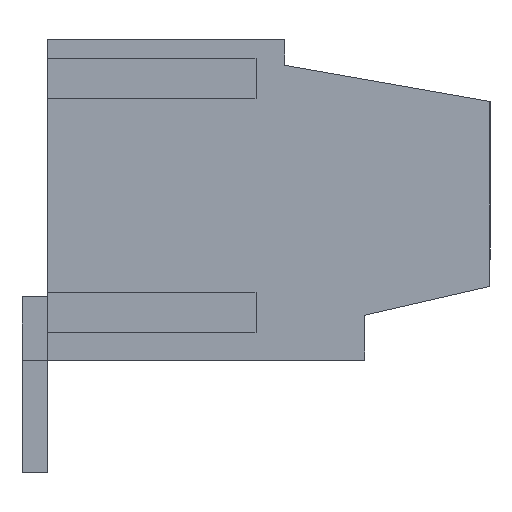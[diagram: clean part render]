
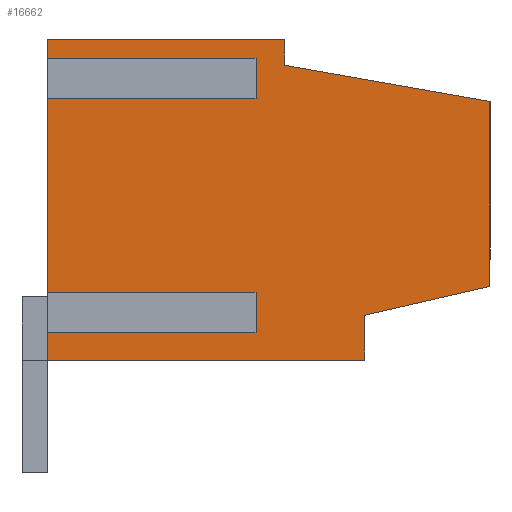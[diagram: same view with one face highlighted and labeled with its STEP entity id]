
A CAD part, left-side view. The second image highlights one B-rep face of the part: STEP entity #16662.
In plain terms, the highlighted planar face has unit normal (-1, 0, 0).
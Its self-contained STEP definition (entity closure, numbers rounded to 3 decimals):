
#16599=AXIS2_PLACEMENT_3D('Plane Axis2P3D',#16596,#16597,#16598) ;
#15646=CARTESIAN_POINT('Vertex',(0.55,13.8,3.5)) ;
#15649=CARTESIAN_POINT('Line Origine',(0.55,13.8,4.097)) ;
#15653=CARTESIAN_POINT('Vertex',(0.55,13.8,4.694)) ;
#15674=CARTESIAN_POINT('Vertex',(0.55,13.8,5.306)) ;
#15677=CARTESIAN_POINT('Line Origine',(0.55,13.8,8.65)) ;
#15681=CARTESIAN_POINT('Vertex',(0.55,13.8,11.994)) ;
#15702=CARTESIAN_POINT('Vertex',(0.55,13.8,12.606)) ;
#15705=CARTESIAN_POINT('Line Origine',(0.55,13.8,13.053)) ;
#15709=CARTESIAN_POINT('Vertex',(0.55,13.8,13.5)) ;
#16157=CARTESIAN_POINT('Line Origine',(0.55,10.1,13.5)) ;
#16161=CARTESIAN_POINT('Vertex',(0.55,6.4,13.5)) ;
#16250=CARTESIAN_POINT('Line Origine',(0.55,6.4,13.1)) ;
#16254=CARTESIAN_POINT('Vertex',(0.55,6.4,12.7)) ;
#16275=CARTESIAN_POINT('Line Origine',(0.55,3.2,12.136)) ;
#16279=CARTESIAN_POINT('Vertex',(0.55,0.,11.572)) ;
#16300=CARTESIAN_POINT('Line Origine',(0.55,0.,8.686)) ;
#16304=CARTESIAN_POINT('Vertex',(0.55,0.,5.8)) ;
#16361=CARTESIAN_POINT('Line Origine',(0.55,1.95,5.35)) ;
#16365=CARTESIAN_POINT('Vertex',(0.55,3.9,4.9)) ;
#16496=CARTESIAN_POINT('Vertex',(0.55,3.9,3.5)) ;
#16499=CARTESIAN_POINT('Line Origine',(0.55,8.85,3.5)) ;
#16596=CARTESIAN_POINT('Axis2P3D Location',(0.55,14.6,0.)) ;
#16601=CARTESIAN_POINT('Line Origine',(0.55,10.55,5.306)) ;
#16605=CARTESIAN_POINT('Vertex',(0.55,7.3,5.306)) ;
#16608=CARTESIAN_POINT('Line Origine',(0.55,7.3,5.)) ;
#16612=CARTESIAN_POINT('Vertex',(0.55,7.3,4.694)) ;
#16615=CARTESIAN_POINT('Line Origine',(0.55,10.55,4.694)) ;
#16620=CARTESIAN_POINT('Line Origine',(0.55,3.9,4.2)) ;
#16625=CARTESIAN_POINT('Line Origine',(0.55,10.55,12.606)) ;
#16629=CARTESIAN_POINT('Vertex',(0.55,7.3,12.606)) ;
#16632=CARTESIAN_POINT('Line Origine',(0.55,7.3,12.3)) ;
#16636=CARTESIAN_POINT('Vertex',(0.55,7.3,11.994)) ;
#16639=CARTESIAN_POINT('Line Origine',(0.55,10.55,11.994)) ;
#15650=DIRECTION('Vector Direction',(0.,0.,-1.)) ;
#15678=DIRECTION('Vector Direction',(0.,0.,-1.)) ;
#15706=DIRECTION('Vector Direction',(0.,0.,-1.)) ;
#16158=DIRECTION('Vector Direction',(0.,1.,0.)) ;
#16251=DIRECTION('Vector Direction',(0.,0.,1.)) ;
#16276=DIRECTION('Vector Direction',(0.,0.985,0.174)) ;
#16301=DIRECTION('Vector Direction',(0.,0.,1.)) ;
#16362=DIRECTION('Vector Direction',(0.,-0.974,0.225)) ;
#16500=DIRECTION('Vector Direction',(0.,-1.,0.)) ;
#16597=DIRECTION('Axis2P3D Direction',(-1.,0.,0.)) ;
#16598=DIRECTION('Axis2P3D XDirection',(0.,-1.,0.)) ;
#16602=DIRECTION('Vector Direction',(0.,-1.,0.)) ;
#16609=DIRECTION('Vector Direction',(0.,0.,-1.)) ;
#16616=DIRECTION('Vector Direction',(0.,-1.,0.)) ;
#16621=DIRECTION('Vector Direction',(0.,0.,1.)) ;
#16626=DIRECTION('Vector Direction',(0.,-1.,0.)) ;
#16633=DIRECTION('Vector Direction',(0.,0.,-1.)) ;
#16640=DIRECTION('Vector Direction',(0.,-1.,0.)) ;
#15651=VECTOR('Line Direction',#15650,1.) ;
#15679=VECTOR('Line Direction',#15678,1.) ;
#15707=VECTOR('Line Direction',#15706,1.) ;
#16159=VECTOR('Line Direction',#16158,1.) ;
#16252=VECTOR('Line Direction',#16251,1.) ;
#16277=VECTOR('Line Direction',#16276,1.) ;
#16302=VECTOR('Line Direction',#16301,1.) ;
#16363=VECTOR('Line Direction',#16362,1.) ;
#16501=VECTOR('Line Direction',#16500,1.) ;
#16603=VECTOR('Line Direction',#16602,1.) ;
#16610=VECTOR('Line Direction',#16609,1.) ;
#16617=VECTOR('Line Direction',#16616,1.) ;
#16622=VECTOR('Line Direction',#16621,1.) ;
#16627=VECTOR('Line Direction',#16626,1.) ;
#16634=VECTOR('Line Direction',#16633,1.) ;
#16641=VECTOR('Line Direction',#16640,1.) ;
#16645=ORIENTED_EDGE('',*,*,#15683,.T.) ;
#16646=ORIENTED_EDGE('',*,*,#16607,.T.) ;
#16647=ORIENTED_EDGE('',*,*,#16614,.T.) ;
#16648=ORIENTED_EDGE('',*,*,#16619,.F.) ;
#16649=ORIENTED_EDGE('',*,*,#15655,.T.) ;
#16650=ORIENTED_EDGE('',*,*,#16503,.T.) ;
#16651=ORIENTED_EDGE('',*,*,#16624,.T.) ;
#16652=ORIENTED_EDGE('',*,*,#16367,.T.) ;
#16653=ORIENTED_EDGE('',*,*,#16306,.T.) ;
#16654=ORIENTED_EDGE('',*,*,#16281,.T.) ;
#16655=ORIENTED_EDGE('',*,*,#16256,.T.) ;
#16656=ORIENTED_EDGE('',*,*,#16163,.T.) ;
#16657=ORIENTED_EDGE('',*,*,#15711,.T.) ;
#16658=ORIENTED_EDGE('',*,*,#16631,.T.) ;
#16659=ORIENTED_EDGE('',*,*,#16638,.T.) ;
#16660=ORIENTED_EDGE('',*,*,#16643,.F.) ;
#16662=ADVANCED_FACE('HOUSING',(#16661),#16600,.T.) ;
#15655=EDGE_CURVE('',#15654,#15647,#15652,.T.) ;
#15683=EDGE_CURVE('',#15682,#15675,#15680,.T.) ;
#15711=EDGE_CURVE('',#15710,#15703,#15708,.T.) ;
#16163=EDGE_CURVE('',#16162,#15710,#16160,.T.) ;
#16256=EDGE_CURVE('',#16255,#16162,#16253,.T.) ;
#16281=EDGE_CURVE('',#16280,#16255,#16278,.T.) ;
#16306=EDGE_CURVE('',#16305,#16280,#16303,.T.) ;
#16367=EDGE_CURVE('',#16366,#16305,#16364,.T.) ;
#16503=EDGE_CURVE('',#15647,#16497,#16502,.T.) ;
#16607=EDGE_CURVE('',#15675,#16606,#16604,.T.) ;
#16614=EDGE_CURVE('',#16606,#16613,#16611,.T.) ;
#16619=EDGE_CURVE('',#15654,#16613,#16618,.T.) ;
#16624=EDGE_CURVE('',#16497,#16366,#16623,.T.) ;
#16631=EDGE_CURVE('',#15703,#16630,#16628,.T.) ;
#16638=EDGE_CURVE('',#16630,#16637,#16635,.T.) ;
#16643=EDGE_CURVE('',#15682,#16637,#16642,.T.) ;
#16644=EDGE_LOOP('',(#16645,#16646,#16647,#16648,#16649,#16650,#16651,#16652,#16653,#16654,#16655,#16656,#16657,#16658,#16659,#16660)) ;
#16661=FACE_OUTER_BOUND('',#16644,.T.) ;
#15652=LINE('Line',#15649,#15651) ;
#15680=LINE('Line',#15677,#15679) ;
#15708=LINE('Line',#15705,#15707) ;
#16160=LINE('Line',#16157,#16159) ;
#16253=LINE('Line',#16250,#16252) ;
#16278=LINE('Line',#16275,#16277) ;
#16303=LINE('Line',#16300,#16302) ;
#16364=LINE('Line',#16361,#16363) ;
#16502=LINE('Line',#16499,#16501) ;
#16604=LINE('Line',#16601,#16603) ;
#16611=LINE('Line',#16608,#16610) ;
#16618=LINE('Line',#16615,#16617) ;
#16623=LINE('Line',#16620,#16622) ;
#16628=LINE('Line',#16625,#16627) ;
#16635=LINE('Line',#16632,#16634) ;
#16642=LINE('Line',#16639,#16641) ;
#16600=PLANE('',#16599) ;
#15647=VERTEX_POINT('',#15646) ;
#15654=VERTEX_POINT('',#15653) ;
#15675=VERTEX_POINT('',#15674) ;
#15682=VERTEX_POINT('',#15681) ;
#15703=VERTEX_POINT('',#15702) ;
#15710=VERTEX_POINT('',#15709) ;
#16162=VERTEX_POINT('',#16161) ;
#16255=VERTEX_POINT('',#16254) ;
#16280=VERTEX_POINT('',#16279) ;
#16305=VERTEX_POINT('',#16304) ;
#16366=VERTEX_POINT('',#16365) ;
#16497=VERTEX_POINT('',#16496) ;
#16606=VERTEX_POINT('',#16605) ;
#16613=VERTEX_POINT('',#16612) ;
#16630=VERTEX_POINT('',#16629) ;
#16637=VERTEX_POINT('',#16636) ;
